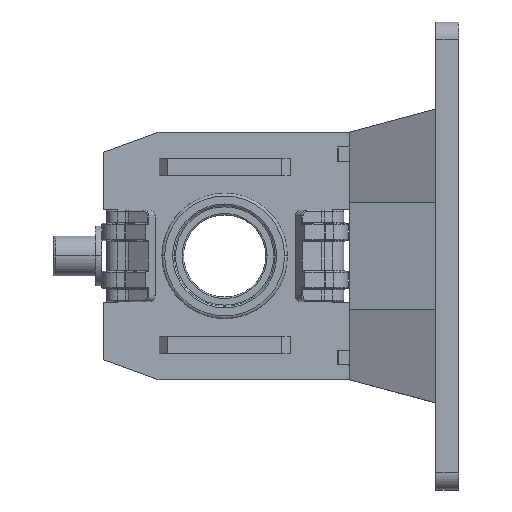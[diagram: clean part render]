
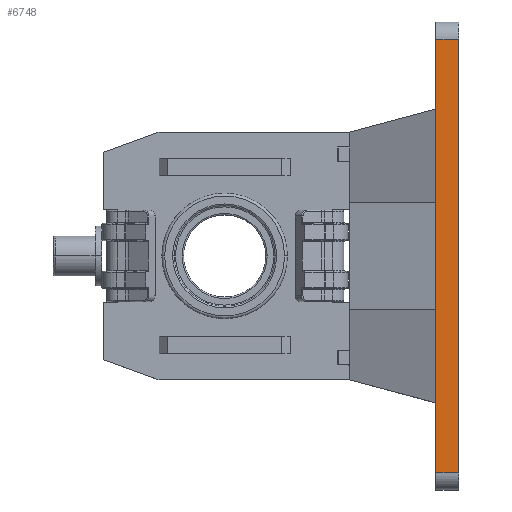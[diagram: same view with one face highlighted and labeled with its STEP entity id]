
A CAD part, top view. The second image highlights one B-rep face of the part: STEP entity #6748.
In plain terms, the highlighted face is planar.
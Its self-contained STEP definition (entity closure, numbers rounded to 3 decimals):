
#85 = CARTESIAN_POINT ( 'NONE',  ( 9.5, -38., -15.1 ) ) ;
#138 = ORIENTED_EDGE ( 'NONE', *, *, #3228, .T. ) ;
#279 = EDGE_CURVE ( 'NONE', #5011, #12078, #11727, .T. ) ;
#303 = CARTESIAN_POINT ( 'NONE',  ( 9.5, 38., -19.1 ) ) ;
#314 = CARTESIAN_POINT ( 'NONE',  ( 9.5, 25.746, -15.1 ) ) ;
#327 = LINE ( 'NONE', #314, #14581 ) ;
#560 = VECTOR ( 'NONE', #1443, 1000. ) ;
#956 = ORIENTED_EDGE ( 'NONE', *, *, #1841, .F. ) ;
#1177 = VERTEX_POINT ( 'NONE', #10569 ) ;
#1333 = DIRECTION ( 'NONE',  ( 0., 0., -1. ) ) ;
#1443 = DIRECTION ( 'NONE',  ( 0., 0., 1. ) ) ;
#1450 = DIRECTION ( 'NONE',  ( 0., 1., 0. ) ) ;
#1502 = DIRECTION ( 'NONE',  ( 0., 1., 0. ) ) ;
#1658 = DIRECTION ( 'NONE',  ( 0., -1., 0. ) ) ;
#1828 = CARTESIAN_POINT ( 'NONE',  ( 9.5, -25.746, -15.1 ) ) ;
#1841 = EDGE_CURVE ( 'NONE', #5904, #6535, #5044, .T. ) ;
#1931 = DIRECTION ( 'NONE',  ( 0., 0., 1. ) ) ;
#2142 = ORIENTED_EDGE ( 'NONE', *, *, #279, .T. ) ;
#2582 = DIRECTION ( 'NONE',  ( 0., -1., 0. ) ) ;
#3228 = EDGE_CURVE ( 'NONE', #12078, #6535, #4622, .T. ) ;
#3275 = EDGE_CURVE ( 'NONE', #5904, #12857, #9555, .T. ) ;
#3402 = ORIENTED_EDGE ( 'NONE', *, *, #3275, .T. ) ;
#3698 = CARTESIAN_POINT ( 'NONE',  ( 9.5, 9.4, -15.1 ) ) ;
#3830 = CARTESIAN_POINT ( 'NONE',  ( 9.5, -9.4, -15.1 ) ) ;
#3958 = EDGE_CURVE ( 'NONE', #1177, #6199, #7056, .T. ) ;
#4071 = VECTOR ( 'NONE', #13806, 1000. ) ;
#4422 = CARTESIAN_POINT ( 'NONE',  ( 9.5, -41., -15.1 ) ) ;
#4622 = LINE ( 'NONE', #12606, #6900 ) ;
#5011 = VERTEX_POINT ( 'NONE', #1828 ) ;
#5044 = LINE ( 'NONE', #8211, #5384 ) ;
#5217 = VECTOR ( 'NONE', #12275, 1000. ) ;
#5296 = PLANE ( 'NONE',  #8229 ) ;
#5384 = VECTOR ( 'NONE', #2582, 1000. ) ;
#5553 = VERTEX_POINT ( 'NONE', #13018 ) ;
#5904 = VERTEX_POINT ( 'NONE', #6632 ) ;
#6012 = CARTESIAN_POINT ( 'NONE',  ( 9.5, 25.746, -15.1 ) ) ;
#6158 = ORIENTED_EDGE ( 'NONE', *, *, #11015, .F. ) ;
#6199 = VERTEX_POINT ( 'NONE', #3830 ) ;
#6492 = EDGE_CURVE ( 'NONE', #5011, #6199, #327, .T. ) ;
#6535 = VERTEX_POINT ( 'NONE', #10508 ) ;
#6632 = CARTESIAN_POINT ( 'NONE',  ( 9.5, 38., -19.1 ) ) ;
#6748 = ADVANCED_FACE ( 'NONE', ( #9135 ), #5296, .F. ) ;
#6888 = EDGE_LOOP ( 'NONE', ( #2142, #138, #956, #3402, #7976, #6158, #11403, #9861 ) ) ;
#6900 = VECTOR ( 'NONE', #1333, 1000. ) ;
#7056 = LINE ( 'NONE', #3698, #4071 ) ;
#7541 = VECTOR ( 'NONE', #1658, 1000. ) ;
#7976 = ORIENTED_EDGE ( 'NONE', *, *, #10650, .T. ) ;
#8211 = CARTESIAN_POINT ( 'NONE',  ( 9.5, -41., -19.1 ) ) ;
#8229 = AXIS2_PLACEMENT_3D ( 'NONE', #13133, #8699, #1931 ) ;
#8562 = VECTOR ( 'NONE', #1502, 1000. ) ;
#8699 = DIRECTION ( 'NONE',  ( -1., 0., 0. ) ) ;
#9135 = FACE_OUTER_BOUND ( 'NONE', #6888, .T. ) ;
#9555 = LINE ( 'NONE', #303, #560 ) ;
#9562 = CARTESIAN_POINT ( 'NONE',  ( 9.5, -41., -15.1 ) ) ;
#9836 = CARTESIAN_POINT ( 'NONE',  ( 9.5, 38., -15.1 ) ) ;
#9861 = ORIENTED_EDGE ( 'NONE', *, *, #6492, .F. ) ;
#10508 = CARTESIAN_POINT ( 'NONE',  ( 9.5, -38., -19.1 ) ) ;
#10569 = CARTESIAN_POINT ( 'NONE',  ( 9.5, 9.4, -15.1 ) ) ;
#10650 = EDGE_CURVE ( 'NONE', #12857, #5553, #14168, .T. ) ;
#11015 = EDGE_CURVE ( 'NONE', #1177, #5553, #11522, .T. ) ;
#11403 = ORIENTED_EDGE ( 'NONE', *, *, #3958, .T. ) ;
#11522 = LINE ( 'NONE', #6012, #8562 ) ;
#11727 = LINE ( 'NONE', #9562, #7541 ) ;
#12078 = VERTEX_POINT ( 'NONE', #85 ) ;
#12275 = DIRECTION ( 'NONE',  ( 0., -1., 0. ) ) ;
#12606 = CARTESIAN_POINT ( 'NONE',  ( 9.5, -38., -19.1 ) ) ;
#12857 = VERTEX_POINT ( 'NONE', #9836 ) ;
#13018 = CARTESIAN_POINT ( 'NONE',  ( 9.5, 25.746, -15.1 ) ) ;
#13133 = CARTESIAN_POINT ( 'NONE',  ( 9.5, -41., -19.1 ) ) ;
#13806 = DIRECTION ( 'NONE',  ( 0., -1., 0. ) ) ;
#14168 = LINE ( 'NONE', #4422, #5217 ) ;
#14581 = VECTOR ( 'NONE', #1450, 1000. ) ;
